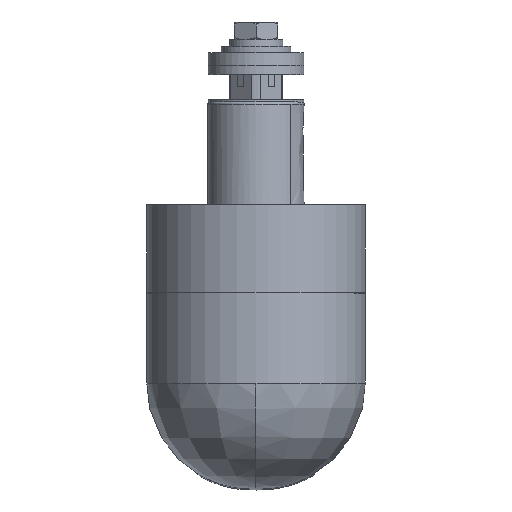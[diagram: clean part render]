
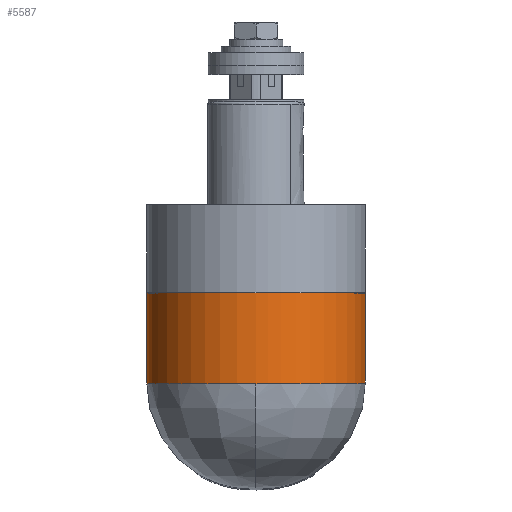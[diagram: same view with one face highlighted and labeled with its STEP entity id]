
A CAD part, top view. The second image highlights one B-rep face of the part: STEP entity #5587.
In plain terms, the highlighted free-form (B-spline) face has degree [2, 1] with [5, 2] control points.
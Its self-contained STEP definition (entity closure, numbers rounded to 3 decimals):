
#5337=CARTESIAN_POINT('',(24.953,-65.,-1.526));
#5338=VERTEX_POINT('',#5337);
#5352=CARTESIAN_POINT('',(0.,-65.,25.0));
#5353=VERTEX_POINT('',#5352);
#5354=CARTESIAN_POINT('',(24.953,-65.,-1.526));
#5355=CARTESIAN_POINT('',(25.,-65.,-0.764));
#5356=CARTESIAN_POINT('',(25.,-65.,0.));
#5357=CARTESIAN_POINT('',(25.,-65.,25.));
#5358=CARTESIAN_POINT('',(0.,-65.,25.0));
#5366=(BOUNDED_CURVE()B_SPLINE_CURVE(2,(#5354,#5355,#5356,#5357,#5358),.UNSPECIFIED.,.F.,.U.)B_SPLINE_CURVE_WITH_KNOTS((3,2,3),(0.239,0.25,0.5),.UNSPECIFIED.)CURVE()GEOMETRIC_REPRESENTATION_ITEM()RATIONAL_B_SPLINE_CURVE((0.976,0.988,1.0,0.707,1.0))REPRESENTATION_ITEM(''));
#5367=EDGE_CURVE('',#5338,#5353,#5366,.T.);
#5433=CARTESIAN_POINT('',(-24.953,-65.,1.526));
#5434=VERTEX_POINT('',#5433);
#5435=CARTESIAN_POINT('',(0.,-65.,25.0));
#5436=CARTESIAN_POINT('',(-23.518,-65.,25.));
#5437=CARTESIAN_POINT('',(-24.953,-65.,1.526));
#5445=(BOUNDED_CURVE()B_SPLINE_CURVE(2,(#5435,#5436,#5437),.UNSPECIFIED.,.F.,.U.)B_SPLINE_CURVE_WITH_KNOTS((3,3),(0.5,0.739),.UNSPECIFIED.)CURVE()GEOMETRIC_REPRESENTATION_ITEM()RATIONAL_B_SPLINE_CURVE((1.0,0.72,0.976))REPRESENTATION_ITEM(''));
#5446=EDGE_CURVE('',#5353,#5434,#5445,.T.);
#5485=CARTESIAN_POINT('',(-24.953,-44.2,1.526));
#5486=VERTEX_POINT('',#5485);
#5487=CARTESIAN_POINT('',(-24.953,-44.2,1.526));
#5488=CARTESIAN_POINT('',(-24.953,-65.,1.526));
#5489=QUASI_UNIFORM_CURVE('',1,(#5487,#5488),.UNSPECIFIED.,.F.,.U.);
#5490=EDGE_CURVE('',#5486,#5434,#5489,.T.);
#5509=CARTESIAN_POINT('',(24.953,-44.2,-1.526));
#5510=VERTEX_POINT('',#5509);
#5524=CARTESIAN_POINT('',(24.953,-44.2,-1.526));
#5525=CARTESIAN_POINT('',(24.953,-65.,-1.526));
#5526=QUASI_UNIFORM_CURVE('',1,(#5524,#5525),.UNSPECIFIED.,.F.,.U.);
#5527=EDGE_CURVE('',#5510,#5338,#5526,.T.);
#5533=CARTESIAN_POINT('',(24.953,-43.68,-1.526));
#5534=CARTESIAN_POINT('',(26.48,-43.68,23.427));
#5535=CARTESIAN_POINT('',(1.526,-43.68,24.953));
#5536=CARTESIAN_POINT('',(-23.427,-43.68,26.48));
#5537=CARTESIAN_POINT('',(-24.953,-43.68,1.526));
#5538=CARTESIAN_POINT('',(24.953,-65.533,-1.526));
#5539=CARTESIAN_POINT('',(26.48,-65.533,23.427));
#5540=CARTESIAN_POINT('',(1.526,-65.533,24.953));
#5541=CARTESIAN_POINT('',(-23.427,-65.533,26.48));
#5542=CARTESIAN_POINT('',(-24.953,-65.533,1.526));
#5550=(BOUNDED_SURFACE()B_SPLINE_SURFACE(2,1,((#5533,#5538),(#5534,#5539),(#5535,#5540),(#5536,#5541),(#5537,#5542)),.UNSPECIFIED.,.F.,.F.,.U.)B_SPLINE_SURFACE_WITH_KNOTS((3,2,3),(2,2),(0.0,41.421,82.843),(0.0,21.853),.UNSPECIFIED.)GEOMETRIC_REPRESENTATION_ITEM()RATIONAL_B_SPLINE_SURFACE(((1.0,1.0),(0.707,0.707),(1.0,1.0),(0.707,0.707),(1.0,1.0)))REPRESENTATION_ITEM('')SURFACE());
#5551=ORIENTED_EDGE('',*,*,#5446,.F.);
#5552=ORIENTED_EDGE('',*,*,#5367,.F.);
#5553=ORIENTED_EDGE('',*,*,#5527,.F.);
#5554=CARTESIAN_POINT('',(0.,-44.2,25.0));
#5555=VERTEX_POINT('',#5554);
#5556=CARTESIAN_POINT('',(24.953,-44.2,-1.526));
#5557=CARTESIAN_POINT('',(25.,-44.2,-0.764));
#5558=CARTESIAN_POINT('',(25.,-44.2,0.0));
#5559=CARTESIAN_POINT('',(25.,-44.2,25.));
#5560=CARTESIAN_POINT('',(0.,-44.2,25.0));
#5568=(BOUNDED_CURVE()B_SPLINE_CURVE(2,(#5556,#5557,#5558,#5559,#5560),.UNSPECIFIED.,.F.,.U.)B_SPLINE_CURVE_WITH_KNOTS((3,2,3),(0.739,0.75,1.0),.UNSPECIFIED.)CURVE()GEOMETRIC_REPRESENTATION_ITEM()RATIONAL_B_SPLINE_CURVE((0.976,0.988,1.0,0.707,1.0))REPRESENTATION_ITEM(''));
#5569=EDGE_CURVE('',#5510,#5555,#5568,.T.);
#5570=ORIENTED_EDGE('',*,*,#5569,.T.);
#5571=CARTESIAN_POINT('',(0.,-44.2,25.0));
#5572=CARTESIAN_POINT('',(-23.518,-44.2,25.));
#5573=CARTESIAN_POINT('',(-24.953,-44.2,1.526));
#5581=(BOUNDED_CURVE()B_SPLINE_CURVE(2,(#5571,#5572,#5573),.UNSPECIFIED.,.F.,.U.)B_SPLINE_CURVE_WITH_KNOTS((3,3),(0.0,0.239),.UNSPECIFIED.)CURVE()GEOMETRIC_REPRESENTATION_ITEM()RATIONAL_B_SPLINE_CURVE((1.0,0.72,0.976))REPRESENTATION_ITEM(''));
#5582=EDGE_CURVE('',#5555,#5486,#5581,.T.);
#5583=ORIENTED_EDGE('',*,*,#5582,.T.);
#5584=ORIENTED_EDGE('',*,*,#5490,.T.);
#5585=EDGE_LOOP('',(#5551,#5552,#5553,#5570,#5583,#5584));
#5586=FACE_OUTER_BOUND('',#5585,.T.);
#5587=ADVANCED_FACE('',(#5586),#5550,.T.);
